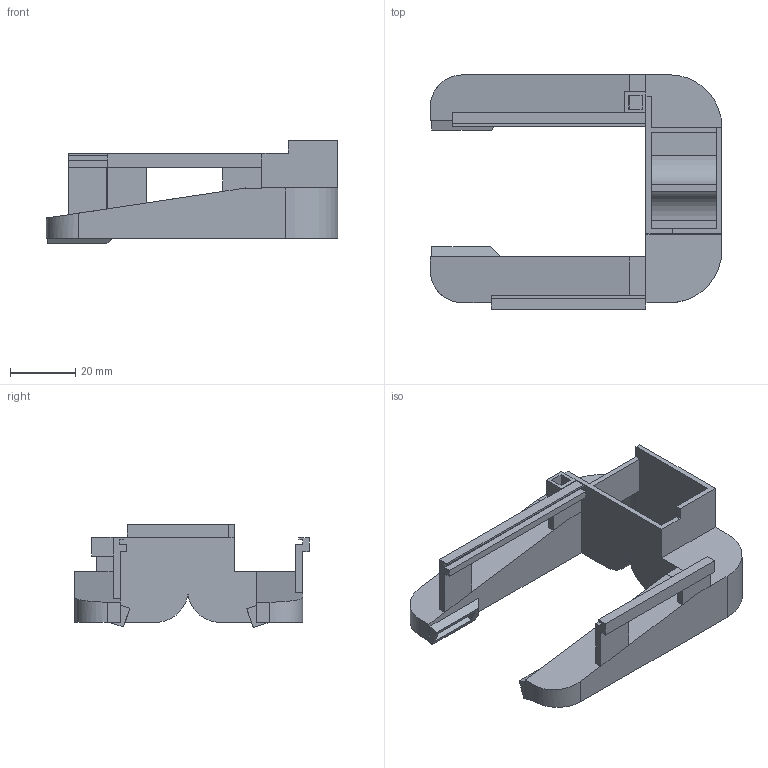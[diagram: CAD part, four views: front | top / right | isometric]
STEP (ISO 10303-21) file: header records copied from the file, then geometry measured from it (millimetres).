
FILE_DESCRIPTION(('HOOPS Exchange Step'),'2;1');
FILE_NAME('temp_export.step','2020-06-24T08:39:14+01:00',('mobile'),('Shapr3D Limited'),'HOOPS Exchange 2020.1','Shapr3D','Authorized');
FILE_SCHEMA( ('AP203_CONFIGURATION_CONTROLLED_3D_DESIGN_OF_MECHANICAL_PARTS_AND_ASSEMBLIES_MIM_LF') );
Length unit declared in the file: millimetre
Products named in the file (1): Fan Duct
Bounding box: 89.2 x 71.7 x 31.4 mm (x, y, z)
Volume: 18236.9 mm3; surface area: 27178.2 mm2
Topology: 1 solids, 1 shells, 123 faces, 371 edges, 245 vertices
Faces by surface type: plane 111, cylinder 12
Entity records: 4133 total; most frequent: CARTESIAN_POINT 746, ORIENTED_EDGE 742, DIRECTION 639, EDGE_CURVE 371, VECTOR 339, LINE 339, VERTEX_POINT 245, AXIS2_PLACEMENT_3D 150
